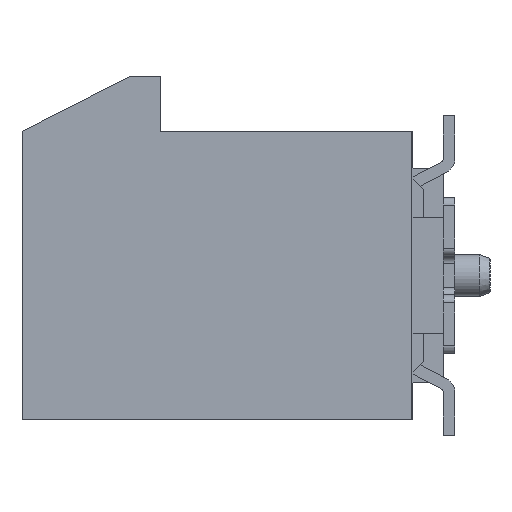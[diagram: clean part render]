
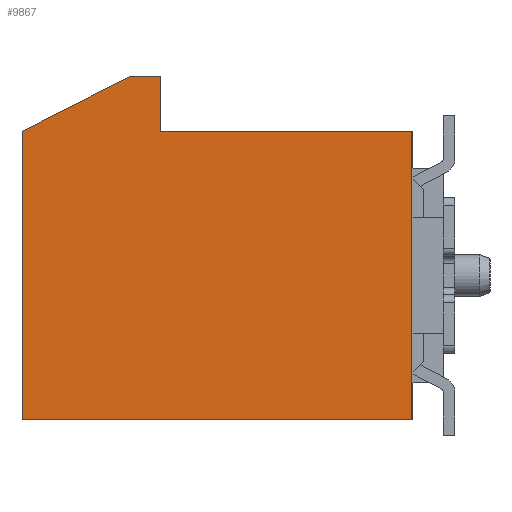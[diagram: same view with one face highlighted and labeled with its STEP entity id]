
A CAD part, left-side view. The second image highlights one B-rep face of the part: STEP entity #9867.
In plain terms, the highlighted planar face has unit normal (-1, 0, 0).
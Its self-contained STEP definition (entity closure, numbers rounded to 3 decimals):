
#673 = VECTOR ( 'NONE', #2391, 1000. ) ;
#987 = FACE_OUTER_BOUND ( 'NONE', #10916, .T. ) ;
#1116 = VERTEX_POINT ( 'NONE', #16309 ) ;
#2187 = EDGE_CURVE ( 'NONE', #1116, #6418, #2805, .T. ) ;
#2218 = CARTESIAN_POINT ( 'NONE',  ( -14.65, 61.896, -3.7 ) ) ;
#2391 = DIRECTION ( 'NONE',  ( 0., 0., 1. ) ) ;
#2557 = VERTEX_POINT ( 'NONE', #14855 ) ;
#2568 = VERTEX_POINT ( 'NONE', #13078 ) ;
#2805 = LINE ( 'NONE', #23187, #3088 ) ;
#3088 = VECTOR ( 'NONE', #8579, 1000. ) ;
#3236 = VECTOR ( 'NONE', #14589, 1000. ) ;
#4739 = DIRECTION ( 'NONE',  ( 0., 1., 0. ) ) ;
#5147 = DIRECTION ( 'NONE',  ( 0., 0., -1. ) ) ;
#6222 = DIRECTION ( 'NONE',  ( 0., -1., 0. ) ) ;
#6418 = VERTEX_POINT ( 'NONE', #11250 ) ;
#6538 = CARTESIAN_POINT ( 'NONE',  ( -14.65, 1.1, -3.7 ) ) ;
#6723 = EDGE_CURVE ( 'NONE', #2568, #6418, #8742, .T. ) ;
#6811 = ORIENTED_EDGE ( 'NONE', *, *, #12374, .T. ) ;
#7184 = EDGE_CURVE ( 'NONE', #17141, #12998, #20849, .T. ) ;
#7366 = VECTOR ( 'NONE', #6222, 1000. ) ;
#8249 = VERTEX_POINT ( 'NONE', #22930 ) ;
#8579 = DIRECTION ( 'NONE',  ( 0., 0., 1. ) ) ;
#8705 = CARTESIAN_POINT ( 'NONE',  ( -14.65, 1.1, -3.7 ) ) ;
#8742 = LINE ( 'NONE', #12661, #3236 ) ;
#8853 = EDGE_CURVE ( 'NONE', #8249, #2568, #19298, .T. ) ;
#9696 = CARTESIAN_POINT ( 'NONE',  ( -14.65, 7.55, 5.1 ) ) ;
#9867 = ADVANCED_FACE ( 'NONE', ( #987 ), #14557, .F. ) ;
#10536 = ORIENTED_EDGE ( 'NONE', *, *, #6723, .T. ) ;
#10563 = LINE ( 'NONE', #9696, #673 ) ;
#10916 = EDGE_LOOP ( 'NONE', ( #16185, #18438, #18196, #17380, #6811, #22757, #10536 ) ) ;
#11250 = CARTESIAN_POINT ( 'NONE',  ( -14.65, 11.1, 3.7 ) ) ;
#11732 = VECTOR ( 'NONE', #15151, 1000. ) ;
#12374 = EDGE_CURVE ( 'NONE', #2557, #8249, #10563, .T. ) ;
#12426 = EDGE_CURVE ( 'NONE', #2557, #12998, #13974, .T. ) ;
#12579 = LINE ( 'NONE', #2218, #11732 ) ;
#12661 = CARTESIAN_POINT ( 'NONE',  ( -14.65, 11.1, 3.7 ) ) ;
#12998 = VERTEX_POINT ( 'NONE', #13357 ) ;
#13078 = CARTESIAN_POINT ( 'NONE',  ( -14.65, 8.35, 5.1 ) ) ;
#13341 = AXIS2_PLACEMENT_3D ( 'NONE', #18130, #14644, #5147 ) ;
#13357 = CARTESIAN_POINT ( 'NONE',  ( -14.65, 1.1, 3.7 ) ) ;
#13974 = LINE ( 'NONE', #19042, #7366 ) ;
#14004 = CARTESIAN_POINT ( 'NONE',  ( -14.65, 8.35, 5.1 ) ) ;
#14557 = PLANE ( 'NONE',  #13341 ) ;
#14589 = DIRECTION ( 'NONE',  ( 0., 0.891, -0.454 ) ) ;
#14644 = DIRECTION ( 'NONE',  ( 1., 0., 0. ) ) ;
#14855 = CARTESIAN_POINT ( 'NONE',  ( -14.65, 7.55, 3.7 ) ) ;
#15151 = DIRECTION ( 'NONE',  ( 0., -1., 0. ) ) ;
#15240 = VECTOR ( 'NONE', #4739, 1000. ) ;
#16185 = ORIENTED_EDGE ( 'NONE', *, *, #2187, .F. ) ;
#16309 = CARTESIAN_POINT ( 'NONE',  ( -14.65, 11.1, -3.7 ) ) ;
#17141 = VERTEX_POINT ( 'NONE', #6538 ) ;
#17380 = ORIENTED_EDGE ( 'NONE', *, *, #12426, .F. ) ;
#18130 = CARTESIAN_POINT ( 'NONE',  ( -14.65, 61.896, -3.7 ) ) ;
#18196 = ORIENTED_EDGE ( 'NONE', *, *, #7184, .T. ) ;
#18438 = ORIENTED_EDGE ( 'NONE', *, *, #22938, .T. ) ;
#19042 = CARTESIAN_POINT ( 'NONE',  ( -14.65, 61.896, 3.7 ) ) ;
#19298 = LINE ( 'NONE', #14004, #15240 ) ;
#20557 = VECTOR ( 'NONE', #23548, 1000. ) ;
#20849 = LINE ( 'NONE', #8705, #20557 ) ;
#22757 = ORIENTED_EDGE ( 'NONE', *, *, #8853, .T. ) ;
#22930 = CARTESIAN_POINT ( 'NONE',  ( -14.65, 7.55, 5.1 ) ) ;
#22938 = EDGE_CURVE ( 'NONE', #1116, #17141, #12579, .T. ) ;
#23187 = CARTESIAN_POINT ( 'NONE',  ( -14.65, 11.1, -3.7 ) ) ;
#23548 = DIRECTION ( 'NONE',  ( 0., 0., 1. ) ) ;
